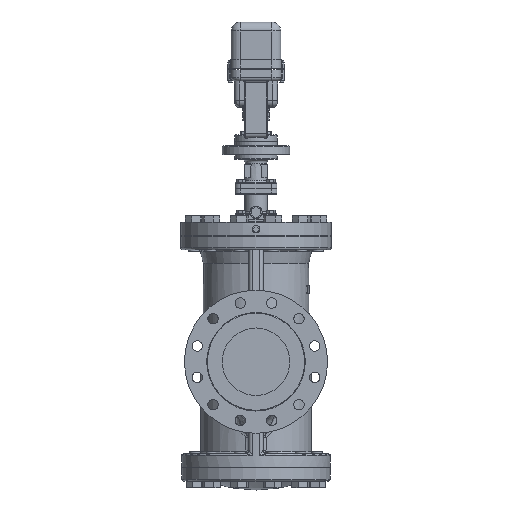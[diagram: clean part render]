
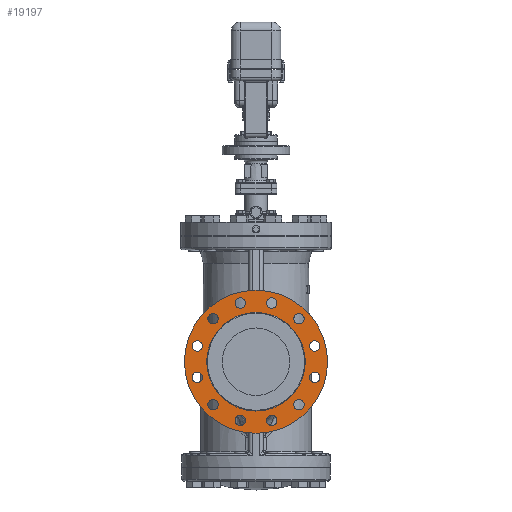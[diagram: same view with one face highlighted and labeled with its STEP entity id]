
A CAD part, left-side view. The second image highlights one B-rep face of the part: STEP entity #19197.
In plain terms, the highlighted planar face has unit normal (-1, 0, 0).
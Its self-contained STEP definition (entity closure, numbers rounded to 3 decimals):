
#526=FACE_BOUND('',#5902,.T.);
#527=FACE_BOUND('',#5903,.T.);
#528=FACE_BOUND('',#5904,.T.);
#529=FACE_BOUND('',#5905,.T.);
#530=FACE_BOUND('',#5906,.T.);
#531=FACE_BOUND('',#5907,.T.);
#532=FACE_BOUND('',#5908,.T.);
#533=FACE_BOUND('',#5909,.T.);
#534=FACE_BOUND('',#5910,.T.);
#535=FACE_BOUND('',#5911,.T.);
#536=FACE_BOUND('',#5912,.T.);
#537=FACE_BOUND('',#5913,.T.);
#538=FACE_BOUND('',#5914,.T.);
#864=PLANE('',#20460);
#4630=FACE_OUTER_BOUND('',#5901,.T.);
#5901=EDGE_LOOP('',(#13495));
#5902=EDGE_LOOP('',(#13496));
#5903=EDGE_LOOP('',(#13497));
#5904=EDGE_LOOP('',(#13498));
#5905=EDGE_LOOP('',(#13499));
#5906=EDGE_LOOP('',(#13500));
#5907=EDGE_LOOP('',(#13501));
#5908=EDGE_LOOP('',(#13502));
#5909=EDGE_LOOP('',(#13503));
#5910=EDGE_LOOP('',(#13504));
#5911=EDGE_LOOP('',(#13505));
#5912=EDGE_LOOP('',(#13506));
#5913=EDGE_LOOP('',(#13507));
#5914=EDGE_LOOP('',(#13508));
#7867=CIRCLE('',#20456,159.);
#7868=CIRCLE('',#20458,109.55);
#7870=CIRCLE('',#20461,11.5);
#7871=CIRCLE('',#20462,11.5);
#7872=CIRCLE('',#20463,11.5);
#7873=CIRCLE('',#20464,11.5);
#7874=CIRCLE('',#20465,11.5);
#7875=CIRCLE('',#20466,11.5);
#7876=CIRCLE('',#20467,11.5);
#7877=CIRCLE('',#20468,11.5);
#7878=CIRCLE('',#20469,11.5);
#7879=CIRCLE('',#20470,11.5);
#7880=CIRCLE('',#20471,11.5);
#7881=CIRCLE('',#20472,11.5);
#8727=VERTEX_POINT('',#28502);
#8728=VERTEX_POINT('',#28505);
#8730=VERTEX_POINT('',#28510);
#8731=VERTEX_POINT('',#28512);
#8732=VERTEX_POINT('',#28514);
#8733=VERTEX_POINT('',#28516);
#8734=VERTEX_POINT('',#28518);
#8735=VERTEX_POINT('',#28520);
#8736=VERTEX_POINT('',#28522);
#8737=VERTEX_POINT('',#28524);
#8738=VERTEX_POINT('',#28526);
#8739=VERTEX_POINT('',#28528);
#8740=VERTEX_POINT('',#28530);
#8741=VERTEX_POINT('',#28532);
#10622=EDGE_CURVE('',#8727,#8727,#7867,.T.);
#10623=EDGE_CURVE('',#8728,#8728,#7868,.T.);
#10625=EDGE_CURVE('',#8730,#8730,#7870,.T.);
#10626=EDGE_CURVE('',#8731,#8731,#7871,.T.);
#10627=EDGE_CURVE('',#8732,#8732,#7872,.T.);
#10628=EDGE_CURVE('',#8733,#8733,#7873,.T.);
#10629=EDGE_CURVE('',#8734,#8734,#7874,.T.);
#10630=EDGE_CURVE('',#8735,#8735,#7875,.T.);
#10631=EDGE_CURVE('',#8736,#8736,#7876,.T.);
#10632=EDGE_CURVE('',#8737,#8737,#7877,.T.);
#10633=EDGE_CURVE('',#8738,#8738,#7878,.T.);
#10634=EDGE_CURVE('',#8739,#8739,#7879,.T.);
#10635=EDGE_CURVE('',#8740,#8740,#7880,.T.);
#10636=EDGE_CURVE('',#8741,#8741,#7881,.T.);
#13495=ORIENTED_EDGE('',*,*,#10622,.F.);
#13496=ORIENTED_EDGE('',*,*,#10625,.F.);
#13497=ORIENTED_EDGE('',*,*,#10626,.F.);
#13498=ORIENTED_EDGE('',*,*,#10627,.F.);
#13499=ORIENTED_EDGE('',*,*,#10628,.F.);
#13500=ORIENTED_EDGE('',*,*,#10629,.F.);
#13501=ORIENTED_EDGE('',*,*,#10630,.F.);
#13502=ORIENTED_EDGE('',*,*,#10631,.F.);
#13503=ORIENTED_EDGE('',*,*,#10632,.F.);
#13504=ORIENTED_EDGE('',*,*,#10633,.F.);
#13505=ORIENTED_EDGE('',*,*,#10634,.F.);
#13506=ORIENTED_EDGE('',*,*,#10635,.F.);
#13507=ORIENTED_EDGE('',*,*,#10636,.F.);
#13508=ORIENTED_EDGE('',*,*,#10623,.F.);
#19197=ADVANCED_FACE('',(#4630,#526,#527,#528,#529,#530,#531,#532,#533,
#534,#535,#536,#537,#538),#864,.F.);
#20456=AXIS2_PLACEMENT_3D('',#28503,#22511,#22512);
#20458=AXIS2_PLACEMENT_3D('',#28506,#22515,#22516);
#20460=AXIS2_PLACEMENT_3D('',#28509,#22519,#22520);
#20461=AXIS2_PLACEMENT_3D('',#28511,#22521,#22522);
#20462=AXIS2_PLACEMENT_3D('',#28513,#22523,#22524);
#20463=AXIS2_PLACEMENT_3D('',#28515,#22525,#22526);
#20464=AXIS2_PLACEMENT_3D('',#28517,#22527,#22528);
#20465=AXIS2_PLACEMENT_3D('',#28519,#22529,#22530);
#20466=AXIS2_PLACEMENT_3D('',#28521,#22531,#22532);
#20467=AXIS2_PLACEMENT_3D('',#28523,#22533,#22534);
#20468=AXIS2_PLACEMENT_3D('',#28525,#22535,#22536);
#20469=AXIS2_PLACEMENT_3D('',#28527,#22537,#22538);
#20470=AXIS2_PLACEMENT_3D('',#28529,#22539,#22540);
#20471=AXIS2_PLACEMENT_3D('',#28531,#22541,#22542);
#20472=AXIS2_PLACEMENT_3D('',#28533,#22543,#22544);
#22511=DIRECTION('center_axis',(1.,0.,0.));
#22512=DIRECTION('ref_axis',(0.,0.,
-1.));
#22515=DIRECTION('center_axis',(-1.,0.,0.));
#22516=DIRECTION('ref_axis',(0.,0.,
-1.));
#22519=DIRECTION('center_axis',(1.,0.,0.));
#22520=DIRECTION('ref_axis',(0.,0.,-1.));
#22521=DIRECTION('center_axis',(-1.,0.,0.));
#22522=DIRECTION('ref_axis',(0.,-0.5,0.866));
#22523=DIRECTION('center_axis',(-1.,0.,0.));
#22524=DIRECTION('ref_axis',(0.,-0.866,0.5));
#22525=DIRECTION('center_axis',(-1.,0.,0.));
#22526=DIRECTION('ref_axis',(0.,-1.,0.));
#22527=DIRECTION('center_axis',(-1.,0.,0.));
#22528=DIRECTION('ref_axis',(0.,-0.866,-0.5));
#22529=DIRECTION('center_axis',(-1.,0.,0.));
#22530=DIRECTION('ref_axis',(0.,-0.5,-0.866));
#22531=DIRECTION('center_axis',(-1.,0.,0.));
#22532=DIRECTION('ref_axis',(0.,0.,
-1.));
#22533=DIRECTION('center_axis',(-1.,0.,0.));
#22534=DIRECTION('ref_axis',(0.,0.5,-0.866));
#22535=DIRECTION('center_axis',(-1.,0.,0.));
#22536=DIRECTION('ref_axis',(0.,0.866,-0.5));
#22537=DIRECTION('center_axis',(-1.,0.,0.));
#22538=DIRECTION('ref_axis',(0.,1.,0.));
#22539=DIRECTION('center_axis',(-1.,0.,0.));
#22540=DIRECTION('ref_axis',(0.,0.866,0.5));
#22541=DIRECTION('center_axis',(-1.,0.,0.));
#22542=DIRECTION('ref_axis',(0.,0.5,0.866));
#22543=DIRECTION('center_axis',(-1.,0.,0.));
#22544=DIRECTION('ref_axis',(0.,0.,1.));
#28502=CARTESIAN_POINT('',(-309.4,0.,159.));
#28503=CARTESIAN_POINT('Origin',(-309.4,0.,0.));
#28505=CARTESIAN_POINT('',(-309.4,0.,109.55));
#28506=CARTESIAN_POINT('Origin',(-309.4,0.,0.));
#28509=CARTESIAN_POINT('Origin',(-309.4,0.,0.));
#28510=CARTESIAN_POINT('',(-309.4,-95.459,106.959));
#28511=CARTESIAN_POINT('Origin',(-309.4,-95.459,95.459));
#28512=CARTESIAN_POINT('',(-309.4,-130.4,46.441));
#28513=CARTESIAN_POINT('Origin',(-309.4,-130.4,34.941));
#28514=CARTESIAN_POINT('',(-309.4,-130.4,-23.441));
#28515=CARTESIAN_POINT('Origin',(-309.4,-130.4,-34.941));
#28516=CARTESIAN_POINT('',(-309.4,-95.459,-83.959));
#28517=CARTESIAN_POINT('Origin',(-309.4,-95.459,-95.459));
#28518=CARTESIAN_POINT('',(-309.4,-34.941,-118.9));
#28519=CARTESIAN_POINT('Origin',(-309.4,-34.941,-130.4));
#28520=CARTESIAN_POINT('',(-309.4,34.941,-118.9));
#28521=CARTESIAN_POINT('Origin',(-309.4,34.941,-130.4));
#28522=CARTESIAN_POINT('',(-309.4,95.459,-83.959));
#28523=CARTESIAN_POINT('Origin',(-309.4,95.459,-95.459));
#28524=CARTESIAN_POINT('',(-309.4,130.4,-23.441));
#28525=CARTESIAN_POINT('Origin',(-309.4,130.4,-34.941));
#28526=CARTESIAN_POINT('',(-309.4,130.4,46.441));
#28527=CARTESIAN_POINT('Origin',(-309.4,130.4,34.941));
#28528=CARTESIAN_POINT('',(-309.4,95.459,106.959));
#28529=CARTESIAN_POINT('Origin',(-309.4,95.459,95.459));
#28530=CARTESIAN_POINT('',(-309.4,34.941,141.9));
#28531=CARTESIAN_POINT('Origin',(-309.4,34.941,130.4));
#28532=CARTESIAN_POINT('',(-309.4,-34.941,141.9));
#28533=CARTESIAN_POINT('Origin',(-309.4,-34.941,130.4));
